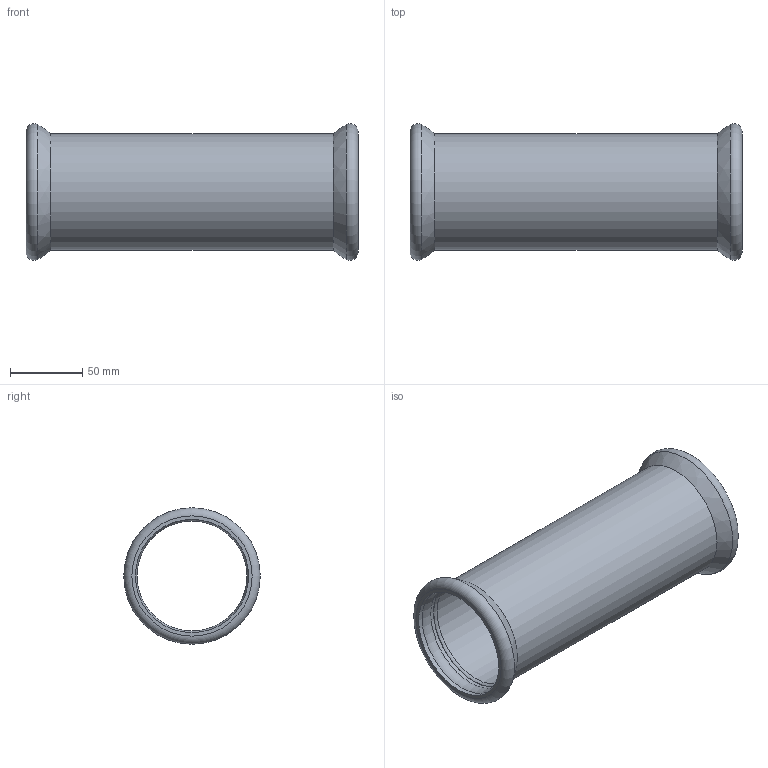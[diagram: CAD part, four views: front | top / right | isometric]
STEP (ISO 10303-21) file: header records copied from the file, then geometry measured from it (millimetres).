
FILE_DESCRIPTION(/* description */ ('MANICOTTO PASSANTE De76,1'),/* implementation_level */ '2;1');
FILE_NAME(/* name */ '183076001_Inoxpres.stp',/* time_stamp */ '2022-10-11T11:17:48+02:00',/* author */ ('Vault'),/* organization */ ('Raccorderie metalliche s.p.a. '),/* preprocessor_version */ 'ST-DEVELOPER v18.1',/* originating_system */ 'Autodesk Inventor 2020',/* authorisation */ 'Raccorderie metalliche s.p.a. ');
FILE_SCHEMA (('AUTOMOTIVE_DESIGN { 1 0 10303 214 3 1 1 }'));
Length unit declared in the file: millimetre
Products named in the file (1): 183076001_Inoxpres
Bounding box: 230 x 94.49 x 94.49 mm (x, y, z)
Volume: 153751.4 mm3; surface area: 119272.4 mm2
Topology: 1 solids, 1 shells, 18 faces, 62 edges, 46 vertices
Faces by surface type: torus 6, cylinder 6, bspline 2, cone 2, plane 2
Full cylindrical faces by diameter (mm): 76.7 x1, 78.5 x4, 80.7 x1
Entity records: 821 total; most frequent: CARTESIAN_POINT 179, DIRECTION 150, ORIENTED_EDGE 124, AXIS2_PLACEMENT_3D 71, EDGE_CURVE 62, CIRCLE 54, VERTEX_POINT 46, EDGE_LOOP 20
